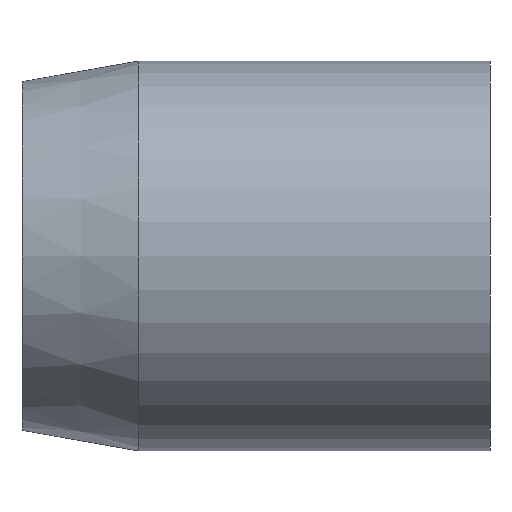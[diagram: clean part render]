
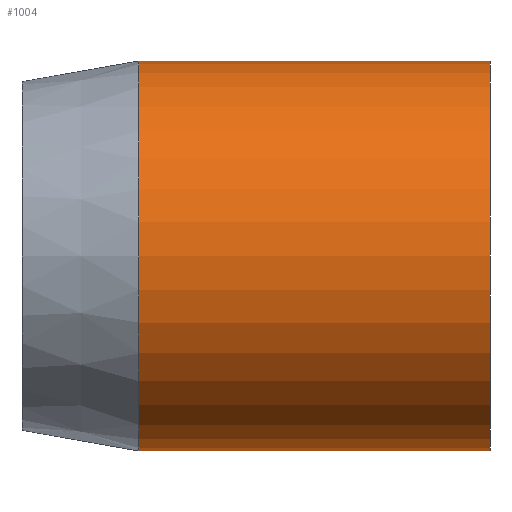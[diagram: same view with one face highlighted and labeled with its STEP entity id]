
A CAD part, left-side view. The second image highlights one B-rep face of the part: STEP entity #1004.
In plain terms, the highlighted cylindrical face has radius 5 mm (diameter 10 mm), a partial arc.
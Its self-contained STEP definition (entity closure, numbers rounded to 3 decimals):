
#4 = CARTESIAN_POINT ( 'NONE',  ( 0., 0.2, -5. ) ) ;
#18 = CARTESIAN_POINT ( 'NONE',  ( 0., 9.2, 5. ) ) ;
#28 = CARTESIAN_POINT ( 'NONE',  ( 0., 9.2, -5. ) ) ;
#29 = CARTESIAN_POINT ( 'NONE',  ( 0., 0.2, 5. ) ) ;
#36 = DIRECTION ( 'NONE',  ( 0., 1., 0. ) ) ;
#70 = DIRECTION ( 'NONE',  ( 0., 0., 1. ) ) ;
#93 = LINE ( 'NONE', #98, #265 ) ;
#98 = CARTESIAN_POINT ( 'NONE',  ( 0., 0., 5. ) ) ;
#99 = DIRECTION ( 'NONE',  ( 0., -1., 0. ) ) ;
#158 = CARTESIAN_POINT ( 'NONE',  ( 0., 0.2, 0. ) ) ;
#206 = CIRCLE ( 'NONE', #225, 5. ) ;
#225 = AXIS2_PLACEMENT_3D ( 'NONE', #406, #446, #413 ) ;
#234 = AXIS2_PLACEMENT_3D ( 'NONE', #913, #922, #920 ) ;
#242 = CIRCLE ( 'NONE', #244, 5. ) ;
#244 = AXIS2_PLACEMENT_3D ( 'NONE', #158, #36, #70 ) ;
#248 = VECTOR ( 'NONE', #402, 1000. ) ;
#265 = VECTOR ( 'NONE', #99, 1000. ) ;
#402 = DIRECTION ( 'NONE',  ( 0., -1., 0. ) ) ;
#406 = CARTESIAN_POINT ( 'NONE',  ( 0., 9.2, 0. ) ) ;
#407 = CARTESIAN_POINT ( 'NONE',  ( 0., 0., -5. ) ) ;
#413 = DIRECTION ( 'NONE',  ( 0., 0., -1. ) ) ;
#438 = LINE ( 'NONE', #407, #248 ) ;
#446 = DIRECTION ( 'NONE',  ( 0., -1., 0. ) ) ;
#677 = VERTEX_POINT ( 'NONE', #29 ) ;
#684 = VERTEX_POINT ( 'NONE', #18 ) ;
#692 = VERTEX_POINT ( 'NONE', #28 ) ;
#695 = VERTEX_POINT ( 'NONE', #4 ) ;
#727 = ORIENTED_EDGE ( 'NONE', *, *, #1050, .F. ) ;
#741 = ORIENTED_EDGE ( 'NONE', *, *, #1039, .T. ) ;
#782 = ORIENTED_EDGE ( 'NONE', *, *, #1020, .T. ) ;
#802 = ORIENTED_EDGE ( 'NONE', *, *, #1018, .T. ) ;
#808 = EDGE_LOOP ( 'NONE', ( #727, #802, #782, #741 ) ) ;
#881 = CYLINDRICAL_SURFACE ( 'NONE', #234, 5. ) ;
#913 = CARTESIAN_POINT ( 'NONE',  ( 0., 0., 0. ) ) ;
#920 = DIRECTION ( 'NONE',  ( 0., 0., -1. ) ) ;
#922 = DIRECTION ( 'NONE',  ( 0., -1., 0. ) ) ;
#934 = FACE_OUTER_BOUND ( 'NONE', #808, .T. ) ;
#1004 = ADVANCED_FACE ( 'NONE', ( #934 ), #881, .T. ) ;
#1018 = EDGE_CURVE ( 'NONE', #684, #692, #206, .T. ) ;
#1020 = EDGE_CURVE ( 'NONE', #692, #695, #438, .T. ) ;
#1039 = EDGE_CURVE ( 'NONE', #695, #677, #242, .T. ) ;
#1050 = EDGE_CURVE ( 'NONE', #684, #677, #93, .T. ) ;
